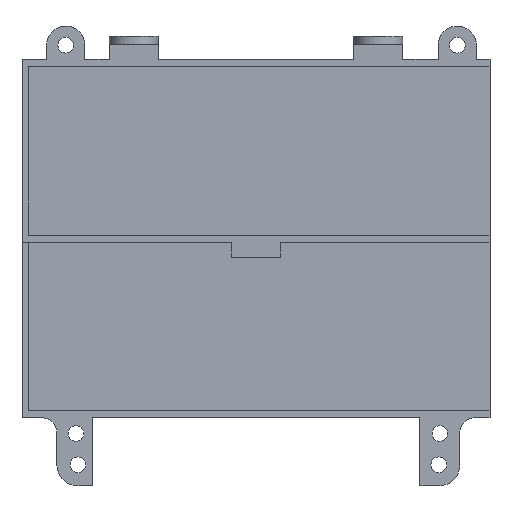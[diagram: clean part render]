
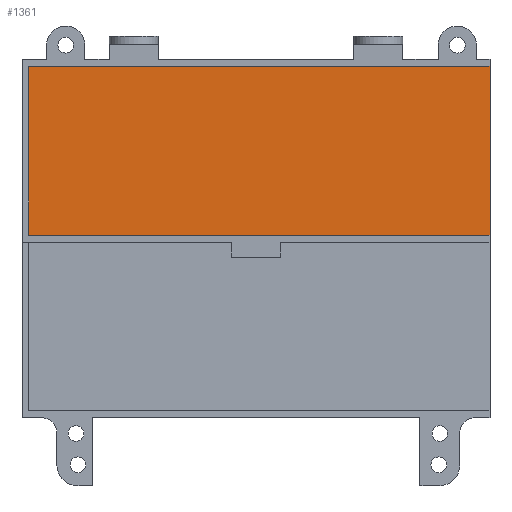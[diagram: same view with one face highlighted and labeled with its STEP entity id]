
A CAD part, front view. The second image highlights one B-rep face of the part: STEP entity #1361.
In plain terms, the highlighted planar face has unit normal (0, -1, 0).
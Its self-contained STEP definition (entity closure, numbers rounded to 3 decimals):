
#142=FACE_OUTER_BOUND('',#220,.T.);
#220=EDGE_LOOP('',(#1168,#1169,#1170,#1171));
#340=LINE('',#2130,#498);
#381=LINE('',#2214,#539);
#382=LINE('',#2217,#540);
#383=LINE('',#2218,#541);
#498=VECTOR('',#1749,10.);
#539=VECTOR('',#1822,10.);
#540=VECTOR('',#1825,10.);
#541=VECTOR('',#1826,10.);
#644=VERTEX_POINT('',#2123);
#647=VERTEX_POINT('',#2128);
#674=VERTEX_POINT('',#2212);
#675=VERTEX_POINT('',#2216);
#816=EDGE_CURVE('',#647,#644,#340,.T.);
#859=EDGE_CURVE('',#674,#644,#381,.T.);
#860=EDGE_CURVE('',#675,#674,#382,.T.);
#861=EDGE_CURVE('',#675,#647,#383,.T.);
#1168=ORIENTED_EDGE('',*,*,#860,.T.);
#1169=ORIENTED_EDGE('',*,*,#859,.T.);
#1170=ORIENTED_EDGE('',*,*,#816,.F.);
#1171=ORIENTED_EDGE('',*,*,#861,.F.);
#1295=PLANE('',#1481);
#1361=ADVANCED_FACE('',(#142),#1295,.T.);
#1481=AXIS2_PLACEMENT_3D('',#2215,#1823,#1824);
#1749=DIRECTION('',(0.,0.,1.));
#1822=DIRECTION('',(-1.,0.,0.));
#1823=DIRECTION('center_axis',(0.,-1.,0.));
#1824=DIRECTION('ref_axis',(0.,0.,1.));
#1825=DIRECTION('',(0.,0.,1.));
#1826=DIRECTION('',(-1.,0.,0.));
#2123=CARTESIAN_POINT('',(-94.2,-0.207,7.194));
#2128=CARTESIAN_POINT('',(-94.2,-0.207,-27.314));
#2130=CARTESIAN_POINT('',(-94.2,-0.207,-27.314));
#2212=CARTESIAN_POINT('',(0.,-0.207,7.194));
#2214=CARTESIAN_POINT('',(0.,-0.207,7.194));
#2215=CARTESIAN_POINT('Origin',(0.,-0.207,-27.314));
#2216=CARTESIAN_POINT('',(0.,-0.207,-27.314));
#2217=CARTESIAN_POINT('',(0.,-0.207,-27.314));
#2218=CARTESIAN_POINT('',(0.,-0.207,-27.314));
